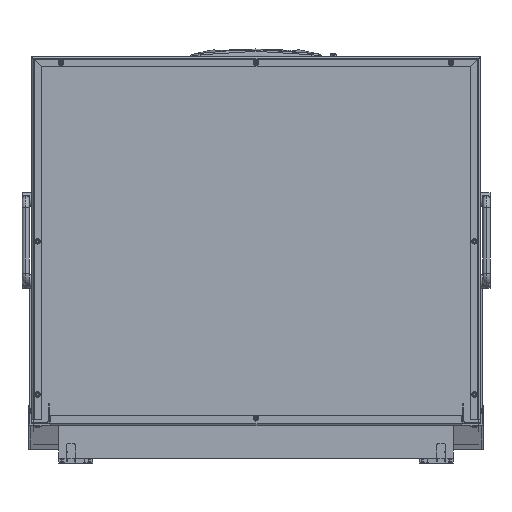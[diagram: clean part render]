
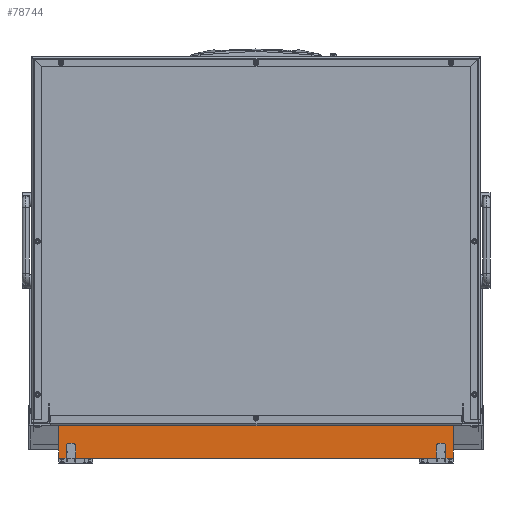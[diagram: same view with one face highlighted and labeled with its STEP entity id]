
A CAD part, front view. The second image highlights one B-rep face of the part: STEP entity #78744.
In plain terms, the highlighted planar face has unit normal (0, -1, 0).
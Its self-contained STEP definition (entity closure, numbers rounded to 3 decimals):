
#1265 = VECTOR ( 'NONE', #39728, 1000. ) ;
#1413 = CARTESIAN_POINT ( 'NONE',  ( -233., -4., 20. ) ) ;
#2580 = VERTEX_POINT ( 'NONE', #51504 ) ;
#2656 = CARTESIAN_POINT ( 'NONE',  ( 230., -4., 5. ) ) ;
#4039 = ORIENTED_EDGE ( 'NONE', *, *, #54356, .F. ) ;
#4471 = CARTESIAN_POINT ( 'NONE',  ( 224., -4., 5. ) ) ;
#4897 = VERTEX_POINT ( 'NONE', #1413 ) ;
#5663 = ORIENTED_EDGE ( 'NONE', *, *, #22993, .F. ) ;
#5723 = CARTESIAN_POINT ( 'NONE',  ( -242., -4., 20. ) ) ;
#6686 = ORIENTED_EDGE ( 'NONE', *, *, #34069, .T. ) ;
#7469 = CARTESIAN_POINT ( 'NONE',  ( 230., -4., 2. ) ) ;
#7917 = DIRECTION ( 'NONE',  ( 0., 1., 0. ) ) ;
#8194 = DIRECTION ( 'NONE',  ( 0., 0., -1. ) ) ;
#8284 = AXIS2_PLACEMENT_3D ( 'NONE', #74380, #8628, #8194 ) ;
#8628 = DIRECTION ( 'NONE',  ( 0., -1., 0. ) ) ;
#9881 = CARTESIAN_POINT ( 'NONE',  ( -242., -4., -20. ) ) ;
#9911 = EDGE_CURVE ( 'NONE', #70804, #85928, #22858, .T. ) ;
#10580 = DIRECTION ( 'NONE',  ( 0., 1., 0. ) ) ;
#10674 = CARTESIAN_POINT ( 'NONE',  ( 233., -4., 20. ) ) ;
#11798 = VERTEX_POINT ( 'NONE', #56411 ) ;
#12556 = ORIENTED_EDGE ( 'NONE', *, *, #54577, .T. ) ;
#12794 = VECTOR ( 'NONE', #46876, 1000. ) ;
#13538 = DIRECTION ( 'NONE',  ( 0., 0., 1. ) ) ;
#13729 = VERTEX_POINT ( 'NONE', #31876 ) ;
#15165 = EDGE_CURVE ( 'NONE', #85928, #47556, #78763, .T. ) ;
#15367 = CARTESIAN_POINT ( 'NONE',  ( -242., -4., 20. ) ) ;
#15404 = DIRECTION ( 'NONE',  ( 0., 1., 0. ) ) ;
#16094 = AXIS2_PLACEMENT_3D ( 'NONE', #49820, #15404, #41996 ) ;
#16613 = EDGE_CURVE ( 'NONE', #82699, #70804, #52598, .T. ) ;
#16999 = VERTEX_POINT ( 'NONE', #29355 ) ;
#18444 = EDGE_CURVE ( 'NONE', #2580, #33564, #68227, .T. ) ;
#18901 = CIRCLE ( 'NONE', #16094, 3. ) ;
#19216 = CARTESIAN_POINT ( 'NONE',  ( 221., -4., 20. ) ) ;
#19469 = VERTEX_POINT ( 'NONE', #52693 ) ;
#20740 = CARTESIAN_POINT ( 'NONE',  ( -230., -4., 2. ) ) ;
#20821 = VECTOR ( 'NONE', #44235, 1000. ) ;
#21195 = DIRECTION ( 'NONE',  ( 0., 0., 1. ) ) ;
#22273 = ORIENTED_EDGE ( 'NONE', *, *, #36504, .F. ) ;
#22858 = LINE ( 'NONE', #71127, #69195 ) ;
#22993 = EDGE_CURVE ( 'NONE', #13729, #16999, #77589, .T. ) ;
#24709 = AXIS2_PLACEMENT_3D ( 'NONE', #2656, #7917, #67176 ) ;
#25124 = VERTEX_POINT ( 'NONE', #57879 ) ;
#25314 = ORIENTED_EDGE ( 'NONE', *, *, #15165, .T. ) ;
#27466 = VERTEX_POINT ( 'NONE', #9881 ) ;
#28274 = LINE ( 'NONE', #69588, #68773 ) ;
#28332 = CARTESIAN_POINT ( 'NONE',  ( 233., -4., 5. ) ) ;
#28699 = DIRECTION ( 'NONE',  ( 0., 0., -1. ) ) ;
#29118 = FACE_OUTER_BOUND ( 'NONE', #83422, .T. ) ;
#29355 = CARTESIAN_POINT ( 'NONE',  ( 242., -4., -20. ) ) ;
#29758 = CARTESIAN_POINT ( 'NONE',  ( -242., -4., 20. ) ) ;
#30413 = VECTOR ( 'NONE', #48849, 1000. ) ;
#31255 = LINE ( 'NONE', #81866, #30413 ) ;
#31665 = CARTESIAN_POINT ( 'NONE',  ( -221., -4., 20. ) ) ;
#31876 = CARTESIAN_POINT ( 'NONE',  ( 242., -4., 20. ) ) ;
#32021 = AXIS2_PLACEMENT_3D ( 'NONE', #35021, #74588, #55472 ) ;
#33564 = VERTEX_POINT ( 'NONE', #20740 ) ;
#34069 = EDGE_CURVE ( 'NONE', #25124, #2580, #18901, .T. ) ;
#34897 = EDGE_CURVE ( 'NONE', #19469, #4897, #54332, .T. ) ;
#35021 = CARTESIAN_POINT ( 'NONE',  ( -230., -4., 5. ) ) ;
#35153 = CARTESIAN_POINT ( 'NONE',  ( -230., -4., 2. ) ) ;
#35531 = EDGE_CURVE ( 'NONE', #47556, #48168, #73162, .T. ) ;
#36504 = EDGE_CURVE ( 'NONE', #61309, #13729, #76274, .T. ) ;
#38009 = DIRECTION ( 'NONE',  ( 0., 0., -1. ) ) ;
#38530 = LINE ( 'NONE', #58120, #20821 ) ;
#39111 = VECTOR ( 'NONE', #56331, 1000. ) ;
#39728 = DIRECTION ( 'NONE',  ( 0., 0., 1. ) ) ;
#39929 = EDGE_CURVE ( 'NONE', #71342, #25124, #69999, .T. ) ;
#40634 = CARTESIAN_POINT ( 'NONE',  ( 221., -4., 5. ) ) ;
#40948 = ORIENTED_EDGE ( 'NONE', *, *, #16613, .T. ) ;
#40963 = EDGE_CURVE ( 'NONE', #27466, #11798, #52377, .T. ) ;
#41996 = DIRECTION ( 'NONE',  ( 0., 0., -1. ) ) ;
#42201 = EDGE_CURVE ( 'NONE', #71342, #48168, #62827, .T. ) ;
#42382 = ORIENTED_EDGE ( 'NONE', *, *, #35531, .T. ) ;
#43180 = CIRCLE ( 'NONE', #32021, 3. ) ;
#43707 = CARTESIAN_POINT ( 'NONE',  ( 242., -4., 20. ) ) ;
#44069 = ORIENTED_EDGE ( 'NONE', *, *, #69696, .F. ) ;
#44235 = DIRECTION ( 'NONE',  ( -1., 0., 0. ) ) ;
#46876 = DIRECTION ( 'NONE',  ( 1., 0., 0. ) ) ;
#47556 = VERTEX_POINT ( 'NONE', #40634 ) ;
#47596 = CARTESIAN_POINT ( 'NONE',  ( -221., -4., 20. ) ) ;
#48168 = VERTEX_POINT ( 'NONE', #64780 ) ;
#48221 = CARTESIAN_POINT ( 'NONE',  ( -233., -4., 20. ) ) ;
#48849 = DIRECTION ( 'NONE',  ( 1., 0., 0. ) ) ;
#49820 = CARTESIAN_POINT ( 'NONE',  ( -224., -4., 5. ) ) ;
#50313 = DIRECTION ( 'NONE',  ( -1., 0., 0. ) ) ;
#51504 = CARTESIAN_POINT ( 'NONE',  ( -224., -4., 2. ) ) ;
#52377 = LINE ( 'NONE', #5723, #1265 ) ;
#52598 = CIRCLE ( 'NONE', #24709, 3. ) ;
#52693 = CARTESIAN_POINT ( 'NONE',  ( -233., -4., 5. ) ) ;
#52979 = ORIENTED_EDGE ( 'NONE', *, *, #42201, .F. ) ;
#54332 = LINE ( 'NONE', #48221, #68479 ) ;
#54336 = VECTOR ( 'NONE', #61694, 1000. ) ;
#54356 = EDGE_CURVE ( 'NONE', #16999, #27466, #38530, .T. ) ;
#54577 = EDGE_CURVE ( 'NONE', #33564, #19469, #43180, .T. ) ;
#55472 = DIRECTION ( 'NONE',  ( 0., 0., -1. ) ) ;
#55689 = PLANE ( 'NONE',  #8284 ) ;
#56331 = DIRECTION ( 'NONE',  ( 1., 0., 0. ) ) ;
#56411 = CARTESIAN_POINT ( 'NONE',  ( -242., -4., 20. ) ) ;
#57879 = CARTESIAN_POINT ( 'NONE',  ( -221., -4., 5. ) ) ;
#58120 = CARTESIAN_POINT ( 'NONE',  ( -242., -4., -20. ) ) ;
#58564 = VECTOR ( 'NONE', #13538, 1000. ) ;
#60436 = ORIENTED_EDGE ( 'NONE', *, *, #34897, .T. ) ;
#61309 = VERTEX_POINT ( 'NONE', #10674 ) ;
#61694 = DIRECTION ( 'NONE',  ( -1., 0., 0. ) ) ;
#61857 = VECTOR ( 'NONE', #38009, 1000. ) ;
#62827 = LINE ( 'NONE', #29758, #39111 ) ;
#64780 = CARTESIAN_POINT ( 'NONE',  ( 221., -4., 20. ) ) ;
#64853 = EDGE_CURVE ( 'NONE', #61309, #82699, #28274, .T. ) ;
#66726 = ORIENTED_EDGE ( 'NONE', *, *, #18444, .T. ) ;
#67176 = DIRECTION ( 'NONE',  ( 0., 0., 1. ) ) ;
#67682 = AXIS2_PLACEMENT_3D ( 'NONE', #4471, #10580, #70650 ) ;
#68227 = LINE ( 'NONE', #35153, #54336 ) ;
#68479 = VECTOR ( 'NONE', #21195, 1000. ) ;
#68773 = VECTOR ( 'NONE', #28699, 1000. ) ;
#69195 = VECTOR ( 'NONE', #50313, 1000. ) ;
#69588 = CARTESIAN_POINT ( 'NONE',  ( 233., -4., 20. ) ) ;
#69696 = EDGE_CURVE ( 'NONE', #11798, #4897, #31255, .T. ) ;
#69999 = LINE ( 'NONE', #31665, #75666 ) ;
#70650 = DIRECTION ( 'NONE',  ( 0., 0., 1. ) ) ;
#70804 = VERTEX_POINT ( 'NONE', #7469 ) ;
#71127 = CARTESIAN_POINT ( 'NONE',  ( 230., -4., 2. ) ) ;
#71342 = VERTEX_POINT ( 'NONE', #47596 ) ;
#72195 = ORIENTED_EDGE ( 'NONE', *, *, #64853, .T. ) ;
#73162 = LINE ( 'NONE', #19216, #58564 ) ;
#74380 = CARTESIAN_POINT ( 'NONE',  ( 242., -4., -20. ) ) ;
#74588 = DIRECTION ( 'NONE',  ( 0., 1., 0. ) ) ;
#74735 = CARTESIAN_POINT ( 'NONE',  ( 224., -4., 2. ) ) ;
#74751 = ORIENTED_EDGE ( 'NONE', *, *, #9911, .T. ) ;
#75666 = VECTOR ( 'NONE', #84742, 1000. ) ;
#76274 = LINE ( 'NONE', #15367, #12794 ) ;
#76510 = ORIENTED_EDGE ( 'NONE', *, *, #40963, .F. ) ;
#77589 = LINE ( 'NONE', #43707, #61857 ) ;
#78744 = ADVANCED_FACE ( 'NONE', ( #29118 ), #55689, .T. ) ;
#78763 = CIRCLE ( 'NONE', #67682, 3. ) ;
#81866 = CARTESIAN_POINT ( 'NONE',  ( -242., -4., 20. ) ) ;
#82699 = VERTEX_POINT ( 'NONE', #28332 ) ;
#83422 = EDGE_LOOP ( 'NONE', ( #60436, #44069, #76510, #4039, #5663, #22273, #72195, #40948, #74751, #25314, #42382, #52979, #84222, #6686, #66726, #12556 ) ) ;
#84222 = ORIENTED_EDGE ( 'NONE', *, *, #39929, .T. ) ;
#84742 = DIRECTION ( 'NONE',  ( 0., 0., -1. ) ) ;
#85928 = VERTEX_POINT ( 'NONE', #74735 ) ;
